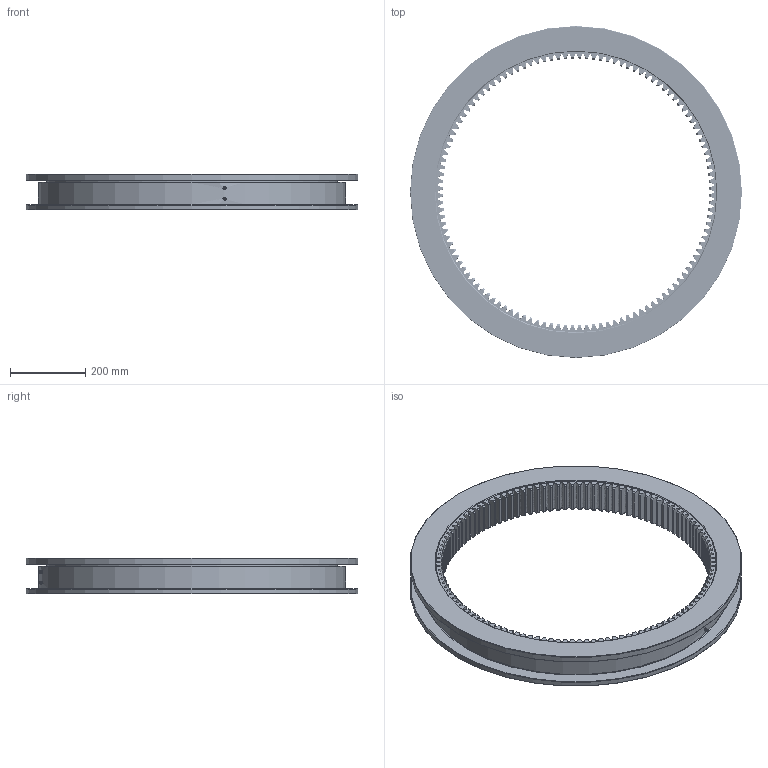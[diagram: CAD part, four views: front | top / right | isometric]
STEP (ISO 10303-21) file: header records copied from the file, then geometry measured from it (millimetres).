
FILE_DESCRIPTION (( 'STEP AP214' ), '1' );
FILE_NAME ('I.880.2.20.00.A.STEP', '2020-05-13T09:00:34', ( '' ), ( '' ), 'SwSTEP 2.0', 'SolidWorks 2016', '' );
FILE_SCHEMA (( 'AUTOMOTIVE_DESIGN' ));
Length unit declared in the file: millimetre
Products named in the file (5): Ball D20; I.880.2.20.00.A - OR; Grease nipple M6x1mm; I.880.2.20.00.A - IR; I.880.2.20.00.A
Assembly tree (206 placements, depth 2):
  I.880.2.20.00.A
    I.880.2.20.00.A - IR
    I.880.2.20.00.A - OR
    Ball D20  x200
    Grease nipple M6x1mm  x4
Bounding box: 880 x 880 x 95 mm (x, y, z)
Volume: 12624751.9 mm3; surface area: 1976312.3 mm2
Topology: 206 solids, 206 shells, 850 faces, 2400 edges, 1574 vertices
Faces by surface type: cone 314, sphere 200, cylinder 146, bspline 120, plane 48, torus 22
Full cylindrical faces by diameter (mm): 2.5 x4, 3 x4, 5 x4, 6 x4, 764 x1, 771.5 x3, 774.5 x3, 814 x1, 880 x2
Entity records: 55410 total; most frequent: CARTESIAN_POINT 40515, ORIENTED_EDGE 3110, DIRECTION 2678, EDGE_CURVE 1555, AXIS2_PLACEMENT_3D 1216, VERTEX_POINT 1057, B_SPLINE_CURVE_WITH_KNOTS 752, EDGE_LOOP 648
